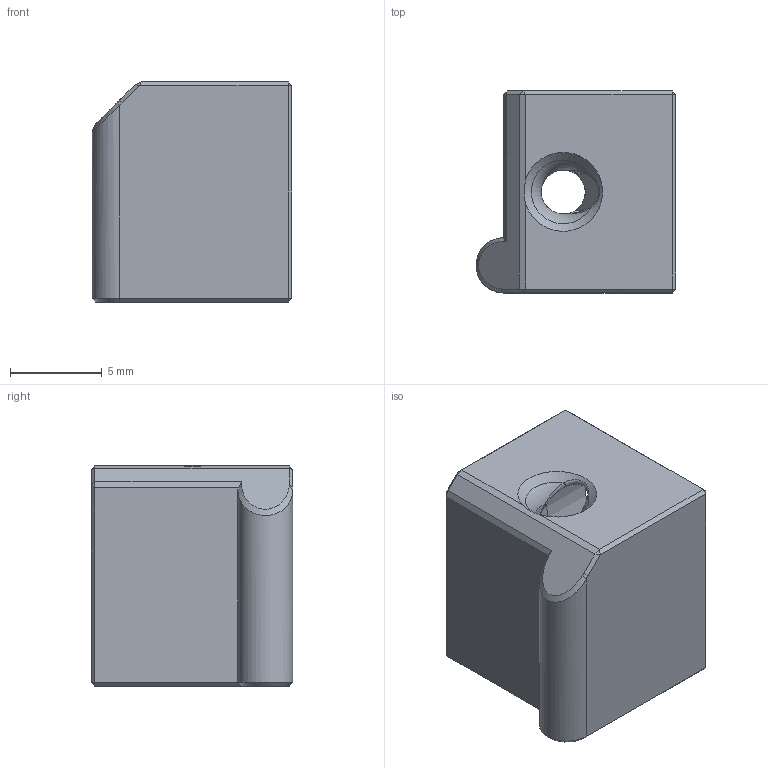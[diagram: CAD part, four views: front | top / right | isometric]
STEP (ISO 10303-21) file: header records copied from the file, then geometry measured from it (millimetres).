
FILE_DESCRIPTION(/* description */ (''),/* implementation_level */ '2;1');
FILE_NAME(/* name */ 'MB-printhead.adapter-printer(Mirror).step',/* time_stamp */ '2023-03-27T17:20:24+02:00',/* author */ (''),/* organization */ (''),/* preprocessor_version */ 'ST-DEVELOPER v19.2',/* originating_system */ 'Autodesk Translation Framework v11.17.0.187',/* authorisation */ '');
FILE_SCHEMA (('AUTOMOTIVE_DESIGN { 1 0 10303 214 3 1 1 }'));
Length unit declared in the file: millimetre
Products named in the file (1): adapter-printer v1(Mirror)
Bounding box: 10.9 x 11 x 12 mm (x, y, z)
Volume: 925.8 mm3; surface area: 853.9 mm2
Topology: 1 solids, 1 shells, 49 faces, 118 edges, 69 vertices
Faces by surface type: plane 32, bspline 8, cylinder 3, cone 3, torus 3
Full cylindrical faces by diameter (mm): 2.4 x1, 8.003 x1
Entity records: 2349 total; most frequent: CARTESIAN_POINT 1233, ORIENTED_EDGE 236, DIRECTION 200, EDGE_CURVE 118, VERTEX_POINT 69, AXIS2_PLACEMENT_3D 67, LINE 66, VECTOR 66
